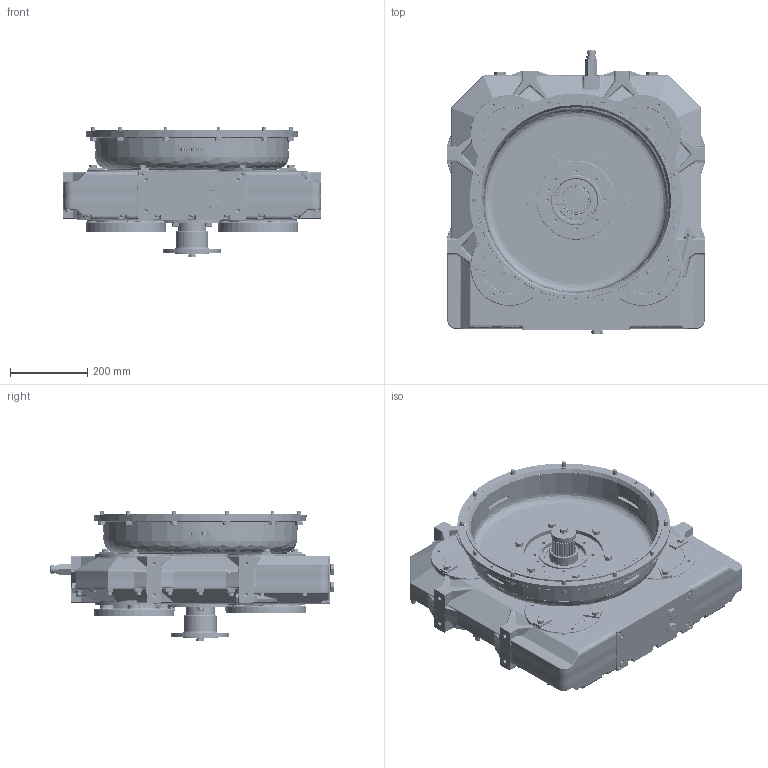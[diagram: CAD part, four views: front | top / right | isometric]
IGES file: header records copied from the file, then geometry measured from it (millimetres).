
Start section: SolidWorks IGES file using analytic representation for surfaces
Global section: file name: 1028864A.IGS; native system: SolidWorks 2007; preprocessor: SolidWorks 2007; author: Pezzinig; date: 150625.104604; units: millimetre
Bounding box: 672 x 735.8 x 339.8 mm (x, y, z)
Surface area: 4841285.7 mm2 (no closed solid volume)
Topology: 0 solids, 0 shells, 11171 faces, 149646 edges, 149392 vertices
Faces by surface type: bspline 6351, revolution 4820
